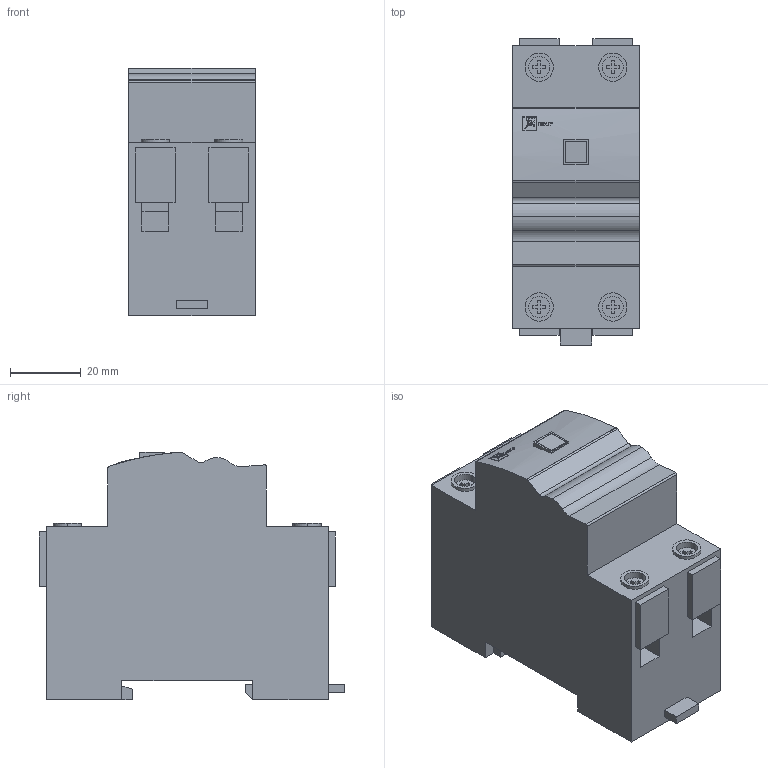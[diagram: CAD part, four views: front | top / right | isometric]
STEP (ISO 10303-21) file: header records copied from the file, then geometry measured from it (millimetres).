
FILE_DESCRIPTION (( 'STEP AP203' ), '1' );
FILE_NAME ('Ðåëå íàïðÿæåíèÿ RVb-63A (ñêâîçíîå ïîäêëþ÷åíèå) (rvb-63a).STEP', '2018-09-04T05:54:59', ( '' ), ( '' ), 'SwSTEP 2.0', 'SolidWorks 2017', '' );
FILE_SCHEMA (( 'CONFIG_CONTROL_DESIGN' ));
Length unit declared in the file: millimetre
Products named in the file (1): Ðåëå íàïðÿæåíèÿ RVb-63A (ñêâîçíîå ïîäêëþ÷åíèå) (rvb-63a)
Bounding box: 35.7 x 86.5 x 70.08 mm (x, y, z)
Volume: 161932.6 mm3; surface area: 22439.9 mm2
Topology: 1 solids, 1 shells, 255 faces, 673 edges, 448 vertices
Faces by surface type: plane 186, cylinder 35, bspline 34
Entity records: 9877 total; most frequent: CARTESIAN_POINT 3952, ORIENTED_EDGE 1346, DIRECTION 952, EDGE_CURVE 673, VERTEX_POINT 448, LINE 400, VECTOR 400, EDGE_LOOP 283
